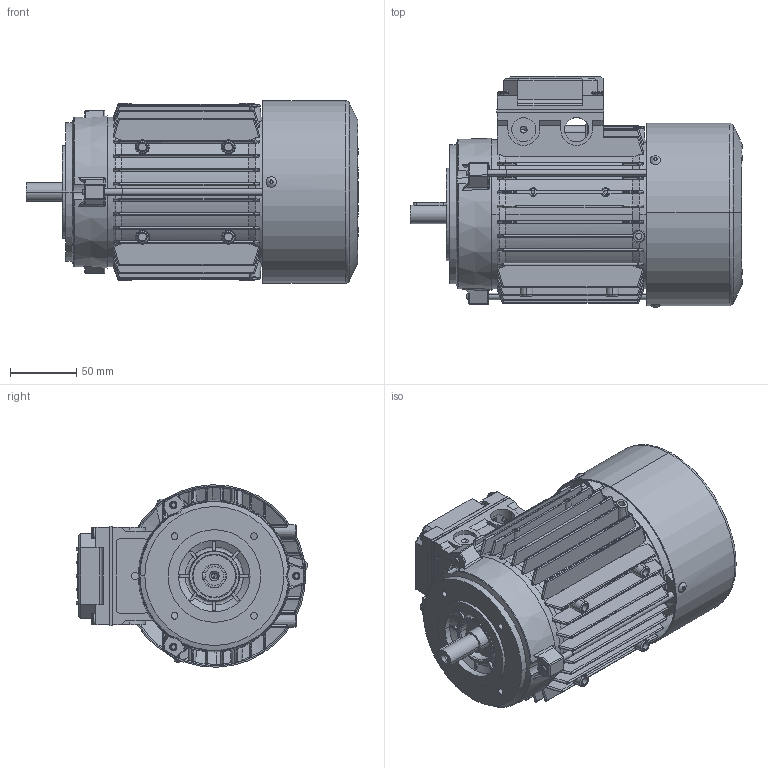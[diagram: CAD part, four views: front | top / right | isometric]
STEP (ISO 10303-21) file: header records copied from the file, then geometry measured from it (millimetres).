
FILE_DESCRIPTION (( 'STEP AP214' ), '1' );
FILE_NAME ('0NUP.STEP', '2024-04-23T21:31:39', ( '' ), ( '' ), 'SwSTEP 2.0', 'SolidWorks 2021', '' );
FILE_SCHEMA (( 'AUTOMOTIVE_DESIGN' ));
Length unit declared in the file: inch
Products named in the file (1): 0NUP
Bounding box: 251 x 175.26 x 137.96 mm (x, y, z)
Volume: 526290.5 mm3; surface area: 421716.6 mm2
Topology: 21 solids, 21 shells, 3316 faces, 9082 edges, 5747 vertices
Faces by surface type: cylinder 1233, plane 1029, bspline 796, cone 258
Entity records: 140961 total; most frequent: CARTESIAN_POINT 64714, ORIENTED_EDGE 17904, DIRECTION 13517, EDGE_CURVE 8952, VERTEX_POINT 5747, AXIS2_PLACEMENT_3D 4993, EDGE_LOOP 3607, LINE 3531
